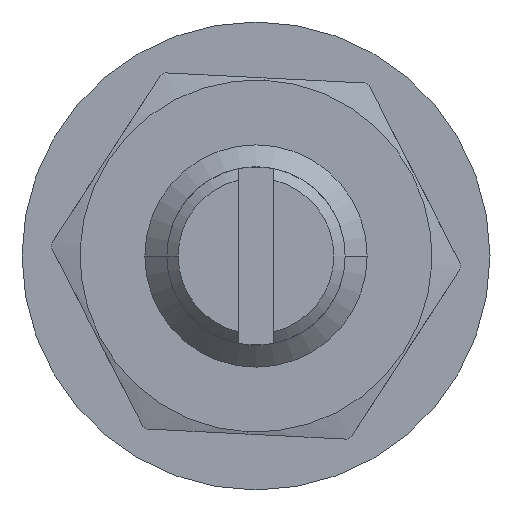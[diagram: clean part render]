
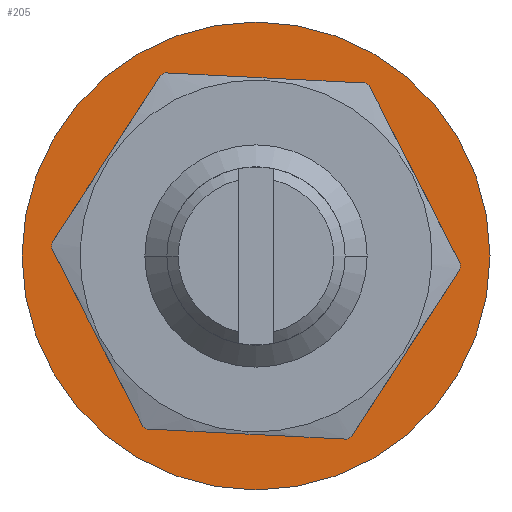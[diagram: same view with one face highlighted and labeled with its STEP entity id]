
A CAD part, left-side view. The second image highlights one B-rep face of the part: STEP entity #205.
In plain terms, the highlighted planar face has unit normal (-1, 0, 0).
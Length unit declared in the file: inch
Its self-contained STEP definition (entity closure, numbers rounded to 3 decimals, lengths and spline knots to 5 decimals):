
#33 = EDGE_LOOP ( 'NONE', ( #1839, #2073 ) ) ;
#35 = CIRCLE ( 'NONE', #1239, 0.20669 ) ;
#110 = CARTESIAN_POINT ( 'NONE',  ( -0.07874, 0., -0.20669 ) ) ;
#132 = AXIS2_PLACEMENT_3D ( 'NONE', #1179, #679, #2032 ) ;
#205 = ADVANCED_FACE ( 'NONE', ( #2102, #1423 ), #1689, .F. ) ;
#340 = EDGE_CURVE ( 'NONE', #1861, #1414, #35, .T. ) ;
#414 = DIRECTION ( 'NONE',  ( 0., 0., -1. ) ) ;
#510 = DIRECTION ( 'NONE',  ( 1., 0., 0. ) ) ;
#533 = CIRCLE ( 'NONE', #2067, 0.41339 ) ;
#679 = DIRECTION ( 'NONE',  ( 1., 0., 0. ) ) ;
#741 = DIRECTION ( 'NONE',  ( 1., 0., 0. ) ) ;
#987 = EDGE_CURVE ( 'NONE', #1743, #1940, #533, .T. ) ;
#1000 = DIRECTION ( 'NONE',  ( 0., 0., -1. ) ) ;
#1052 = EDGE_CURVE ( 'NONE', #1940, #1743, #1682, .T. ) ;
#1074 = DIRECTION ( 'NONE',  ( 0., 0., -1. ) ) ;
#1130 = EDGE_LOOP ( 'NONE', ( #1679, #1363 ) ) ;
#1164 = DIRECTION ( 'NONE',  ( 1., 0., 0. ) ) ;
#1179 = CARTESIAN_POINT ( 'NONE',  ( -0.07874, 0., 0. ) ) ;
#1180 = CARTESIAN_POINT ( 'NONE',  ( -0.07874, 0., 0.20669 ) ) ;
#1239 = AXIS2_PLACEMENT_3D ( 'NONE', #1909, #1406, #414 ) ;
#1335 = CIRCLE ( 'NONE', #1911, 0.20669 ) ;
#1342 = CARTESIAN_POINT ( 'NONE',  ( -0.07874, 0., 0. ) ) ;
#1363 = ORIENTED_EDGE ( 'NONE', *, *, #2075, .T. ) ;
#1406 = DIRECTION ( 'NONE',  ( 1., 0., 0. ) ) ;
#1407 = CARTESIAN_POINT ( 'NONE',  ( -0.07874, 0., 0. ) ) ;
#1414 = VERTEX_POINT ( 'NONE', #1180 ) ;
#1423 = FACE_OUTER_BOUND ( 'NONE', #33, .T. ) ;
#1512 = DIRECTION ( 'NONE',  ( 0., 0., -1. ) ) ;
#1533 = CARTESIAN_POINT ( 'NONE',  ( -0.07874, 0., 0. ) ) ;
#1582 = CARTESIAN_POINT ( 'NONE',  ( -0.07874, 0., -0.41339 ) ) ;
#1679 = ORIENTED_EDGE ( 'NONE', *, *, #340, .T. ) ;
#1682 = CIRCLE ( 'NONE', #1893, 0.41339 ) ;
#1689 = PLANE ( 'NONE',  #132 ) ;
#1743 = VERTEX_POINT ( 'NONE', #1582 ) ;
#1799 = CARTESIAN_POINT ( 'NONE',  ( -0.07874, 0., 0.41339 ) ) ;
#1839 = ORIENTED_EDGE ( 'NONE', *, *, #987, .F. ) ;
#1861 = VERTEX_POINT ( 'NONE', #110 ) ;
#1893 = AXIS2_PLACEMENT_3D ( 'NONE', #1407, #741, #1074 ) ;
#1909 = CARTESIAN_POINT ( 'NONE',  ( -0.07874, 0., 0. ) ) ;
#1911 = AXIS2_PLACEMENT_3D ( 'NONE', #1342, #510, #1512 ) ;
#1940 = VERTEX_POINT ( 'NONE', #1799 ) ;
#2032 = DIRECTION ( 'NONE',  ( 0., 0., -1. ) ) ;
#2067 = AXIS2_PLACEMENT_3D ( 'NONE', #1533, #1164, #1000 ) ;
#2073 = ORIENTED_EDGE ( 'NONE', *, *, #1052, .F. ) ;
#2075 = EDGE_CURVE ( 'NONE', #1414, #1861, #1335, .T. ) ;
#2102 = FACE_BOUND ( 'NONE', #1130, .T. ) ;
